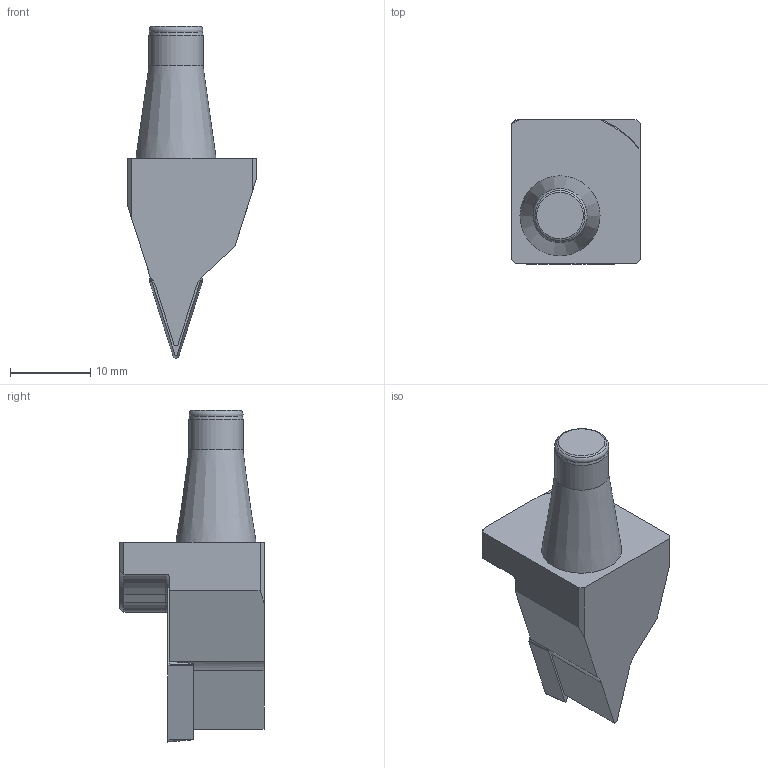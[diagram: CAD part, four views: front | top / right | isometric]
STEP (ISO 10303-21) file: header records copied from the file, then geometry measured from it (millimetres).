
FILE_DESCRIPTION(/* description */ (''),/* implementation_level */ '2;1');
FILE_NAME(/* name */ '1724988198549.stp',/* time_stamp */ '2024-08-30T08:53:28+05:00',/* author */ (''),/* organization */ ('SMS'),/* preprocessor_version */ 'ST-DEVELOPER v16.7',/* originating_system */ 'SIEMENS PLM Software NX 12.0',/* authorisation */ '');
FILE_SCHEMA (('AUTOMOTIVE_DESIGN { 1 0 10303 214 3 1 1 1 }'));
Length unit declared in the file: millimetre
Products named in the file (4): ASSEMBLY_CONSTRUCTION; IsoTurningInsert; 205391556mod000_00; 205391554mod000_00
Assembly tree (3 placements, depth 2):
  205391554mod000_00
    205391556mod000_00
    IsoTurningInsert
    ASSEMBLY_CONSTRUCTION
Bounding box: 16 x 18 x 41.5 mm (x, y, z)
Volume: 4050.4 mm3; surface area: 2171.1 mm2
Topology: 2 solids, 2 shells, 69 faces, 172 edges, 116 vertices
Faces by surface type: plane 37, cone 14, cylinder 10, torus 7, sphere 1
Full cylindrical faces by diameter (mm): 2.8 x2, 6.75 x1
Entity records: 2169 total; most frequent: CARTESIAN_POINT 401, DIRECTION 359, ORIENTED_EDGE 302, EDGE_CURVE 151, AXIS2_PLACEMENT_3D 133, VERTEX_POINT 103, LINE 93, VECTOR 93
